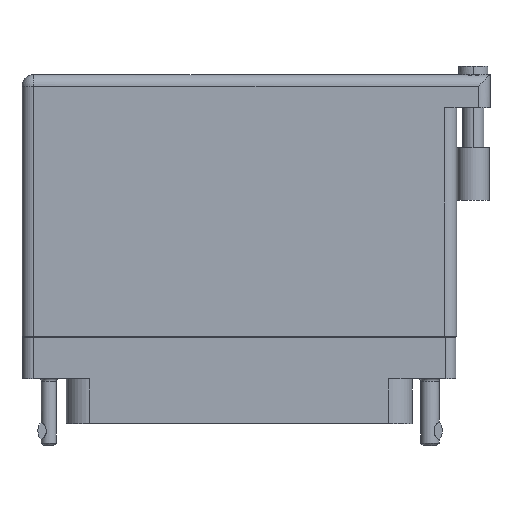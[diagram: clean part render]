
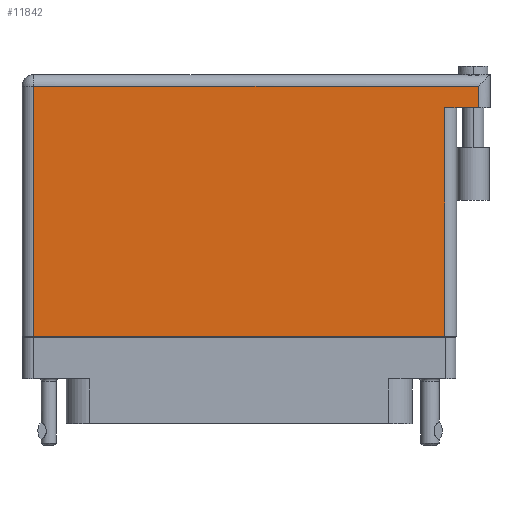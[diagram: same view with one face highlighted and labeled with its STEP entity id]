
A CAD part, front view. The second image highlights one B-rep face of the part: STEP entity #11842.
In plain terms, the highlighted face is planar.
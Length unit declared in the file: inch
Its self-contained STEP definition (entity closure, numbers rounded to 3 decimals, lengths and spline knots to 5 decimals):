
#1879 = DIRECTION ( 'NONE',  ( 0., 1., 0. ) ) ;
#3260 = EDGE_LOOP ( 'NONE', ( #22251, #22671, #38752, #4076, #40946, #20553 ) ) ;
#3358 = AXIS2_PLACEMENT_3D ( 'NONE', #53665, #50028, #21936 ) ;
#4076 = ORIENTED_EDGE ( 'NONE', *, *, #23345, .T. ) ;
#4578 = EDGE_CURVE ( 'NONE', #38318, #39756, #13301, .T. ) ;
#8892 = LINE ( 'NONE', #9290, #47007 ) ;
#9290 = CARTESIAN_POINT ( 'NONE',  ( -1.3, 1.396, 0.4495 ) ) ;
#9673 = EDGE_CURVE ( 'NONE', #34753, #26620, #16390, .T. ) ;
#9869 = LINE ( 'NONE', #60688, #45055 ) ;
#10648 = EDGE_CURVE ( 'NONE', #18779, #39756, #42733, .T. ) ;
#11653 = CARTESIAN_POINT ( 'NONE',  ( 1.43, 1.269, 0.4495 ) ) ;
#11842 = ADVANCED_FACE ( 'NONE', ( #30580 ), #16060, .F. ) ;
#13301 = LINE ( 'NONE', #41948, #41928 ) ;
#16060 = PLANE ( 'NONE',  #3358 ) ;
#16390 = LINE ( 'NONE', #47303, #56641 ) ;
#18779 = VERTEX_POINT ( 'NONE', #51739 ) ;
#19251 = DIRECTION ( 'NONE',  ( 0., -1., 0. ) ) ;
#20553 = ORIENTED_EDGE ( 'NONE', *, *, #9673, .T. ) ;
#21936 = DIRECTION ( 'NONE',  ( -1., 0., 0. ) ) ;
#22251 = ORIENTED_EDGE ( 'NONE', *, *, #55932, .T. ) ;
#22671 = ORIENTED_EDGE ( 'NONE', *, *, #10648, .T. ) ;
#23227 = DIRECTION ( 'NONE',  ( 0., 1., 0. ) ) ;
#23345 = EDGE_CURVE ( 'NONE', #38318, #28811, #34440, .T. ) ;
#23435 = DIRECTION ( 'NONE',  ( -1., 0., 0. ) ) ;
#25667 = VECTOR ( 'NONE', #23227, 39.37008 ) ;
#26620 = VERTEX_POINT ( 'NONE', #59173 ) ;
#28599 = DIRECTION ( 'NONE',  ( -1., 0., 0. ) ) ;
#28811 = VERTEX_POINT ( 'NONE', #39622 ) ;
#29460 = CARTESIAN_POINT ( 'NONE',  ( 1.23, 1.269, 0.4495 ) ) ;
#30580 = FACE_OUTER_BOUND ( 'NONE', #3260, .T. ) ;
#34440 = LINE ( 'NONE', #41531, #25667 ) ;
#34753 = VERTEX_POINT ( 'NONE', #34974 ) ;
#34974 = CARTESIAN_POINT ( 'NONE',  ( -1.23, 1.396, 0.4495 ) ) ;
#38318 = VERTEX_POINT ( 'NONE', #11653 ) ;
#38752 = ORIENTED_EDGE ( 'NONE', *, *, #4578, .F. ) ;
#39045 = VECTOR ( 'NONE', #1879, 39.37008 ) ;
#39622 = CARTESIAN_POINT ( 'NONE',  ( 1.43, 1.396, 0.4495 ) ) ;
#39756 = VERTEX_POINT ( 'NONE', #29460 ) ;
#40946 = ORIENTED_EDGE ( 'NONE', *, *, #47268, .T. ) ;
#41531 = CARTESIAN_POINT ( 'NONE',  ( 1.43, 1.466, 0.4495 ) ) ;
#41928 = VECTOR ( 'NONE', #23435, 39.37008 ) ;
#41948 = CARTESIAN_POINT ( 'NONE',  ( 1.5, 1.269, 0.4495 ) ) ;
#42143 = DIRECTION ( 'NONE',  ( 1., 0., 0. ) ) ;
#42733 = LINE ( 'NONE', #54162, #39045 ) ;
#45055 = VECTOR ( 'NONE', #42143, 39.37008 ) ;
#47007 = VECTOR ( 'NONE', #28599, 39.37008 ) ;
#47268 = EDGE_CURVE ( 'NONE', #28811, #34753, #8892, .T. ) ;
#47303 = CARTESIAN_POINT ( 'NONE',  ( -1.23, -0.1, 0.4495 ) ) ;
#50028 = DIRECTION ( 'NONE',  ( 0., 0., -1. ) ) ;
#51739 = CARTESIAN_POINT ( 'NONE',  ( 1.23, -0.1, 0.4495 ) ) ;
#53665 = CARTESIAN_POINT ( 'NONE',  ( -1.3, 1.466, 0.4495 ) ) ;
#54162 = CARTESIAN_POINT ( 'NONE',  ( 1.23, 1.269, 0.4495 ) ) ;
#55932 = EDGE_CURVE ( 'NONE', #26620, #18779, #9869, .T. ) ;
#56641 = VECTOR ( 'NONE', #19251, 39.37008 ) ;
#59173 = CARTESIAN_POINT ( 'NONE',  ( -1.23, -0.1, 0.4495 ) ) ;
#60688 = CARTESIAN_POINT ( 'NONE',  ( -1.3, -0.1, 0.4495 ) ) ;
